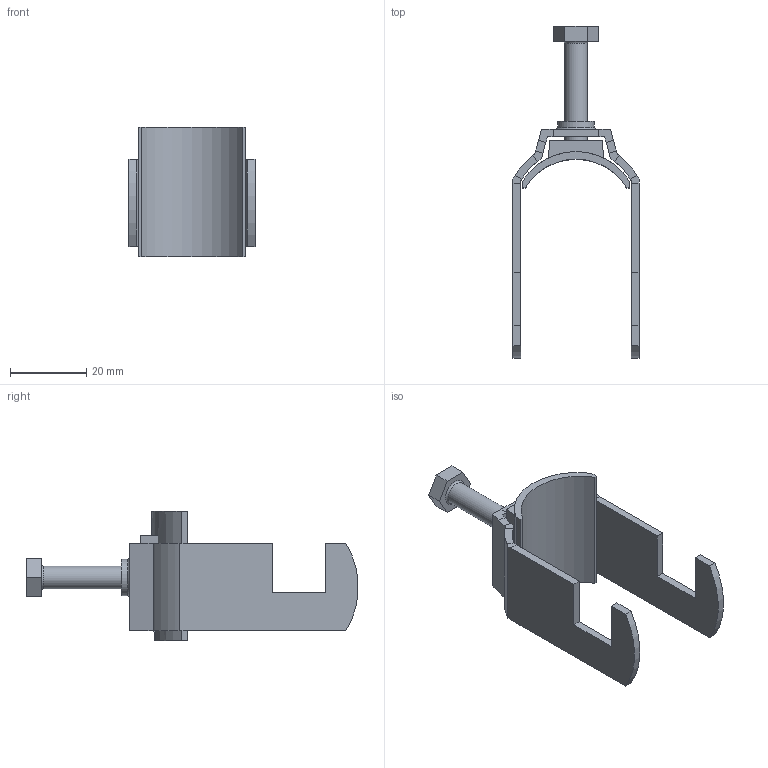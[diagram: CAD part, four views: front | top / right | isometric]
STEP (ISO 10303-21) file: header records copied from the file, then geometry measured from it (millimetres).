
FILE_DESCRIPTION (( 'STEP AP214' ), '1' );
FILE_NAME ('1169289.STP', '2021-04-06T13:55:41', ( '' ), ( '' ), 'SwSTEP 2.0', 'SolidWorks 2020', '' );
FILE_SCHEMA (( 'AUTOMOTIVE_DESIGN' ));
Length unit declared in the file: millimetre
Products named in the file (5): EB101-00-04_Standard; 1169289; EB101-05-02_Standard; EB201-05-01_Standard; EB101-00-03_M6 x 26
Assembly tree (4 placements, depth 2):
  1169289
    EB201-05-01_Standard
    EB101-00-03_M6 x 26
    EB101-00-04_Standard
    EB101-05-02_Standard
Bounding box: 33 x 86.93 x 34 mm (x, y, z)
Volume: 9325.9 mm3; surface area: 10728.4 mm2
Topology: 4 solids, 4 shells, 125 faces, 331 edges, 220 vertices
Faces by surface type: plane 107, cylinder 14, torus 3, cone 1
Full cylindrical faces by diameter (mm): 3.2 x1, 4.2 x1, 5.5 x1, 6 x1, 8.2 x1, 9.5 x1
Entity records: 3971 total; most frequent: CARTESIAN_POINT 667, ORIENTED_EDGE 636, DIRECTION 635, EDGE_CURVE 318, LINE 265, VECTOR 265, VERTEX_POINT 217, AXIS2_PLACEMENT_3D 185
